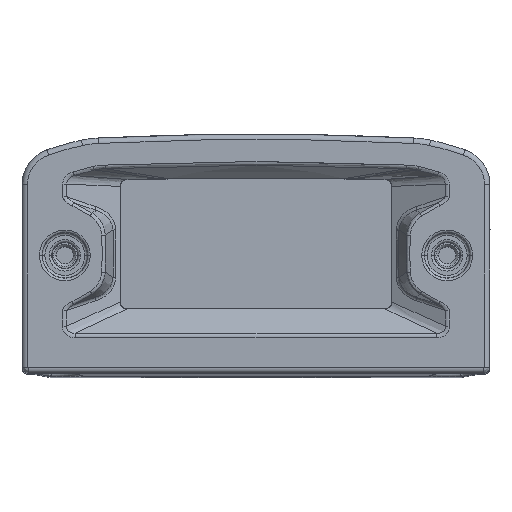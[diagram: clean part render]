
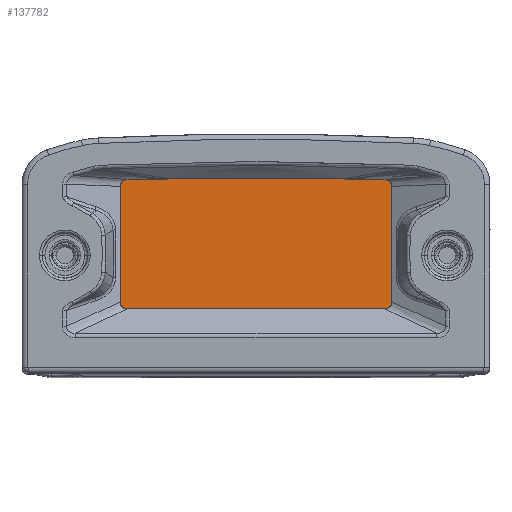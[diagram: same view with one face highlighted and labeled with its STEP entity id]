
A CAD part, top view. The second image highlights one B-rep face of the part: STEP entity #137782.
In plain terms, the highlighted planar face has unit normal (0, 0, 1).
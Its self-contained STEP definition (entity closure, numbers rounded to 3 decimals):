
#30316=DIRECTION('',(-1.,0.,0.));
#30317=VECTOR('',#30316,28.7);
#30318=CARTESIAN_POINT('',(14.35,10.2,18.149));
#30319=LINE('',#30318,#30317);
#30341=DIRECTION('',(0.,1.,0.));
#30342=VECTOR('',#30341,12.8);
#30343=CARTESIAN_POINT('',(18.15,-6.4,18.149));
#30344=LINE('',#30343,#30342);
#30362=DIRECTION('',(1.,0.,0.));
#30363=VECTOR('',#30362,28.7);
#30364=CARTESIAN_POINT('',(-14.35,-10.2,18.149));
#30365=LINE('',#30364,#30363);
#30383=DIRECTION('',(0.,-1.,0.));
#30384=VECTOR('',#30383,12.8);
#30385=CARTESIAN_POINT('',(-18.15,6.4,18.149));
#30386=LINE('',#30385,#30384);
#30387=CARTESIAN_POINT('',(-14.35,6.4,18.149));
#30388=DIRECTION('',(0.,0.,-1.));
#30389=DIRECTION('',(-1.,0.,0.));
#30390=AXIS2_PLACEMENT_3D('',#30387,#30388,#30389);
#30392=CARTESIAN_POINT('',(14.35,6.4,18.149));
#30393=DIRECTION('',(0.,0.,-1.));
#30394=DIRECTION('',(0.,1.,0.));
#30395=AXIS2_PLACEMENT_3D('',#30392,#30393,#30394);
#30397=CARTESIAN_POINT('',(14.35,-6.4,18.149));
#30398=DIRECTION('',(0.,0.,-1.));
#30399=DIRECTION('',(1.,0.,0.));
#30400=AXIS2_PLACEMENT_3D('',#30397,#30398,#30399);
#30402=CARTESIAN_POINT('',(-14.35,-6.4,18.149));
#30403=DIRECTION('',(0.,0.,-1.));
#30404=DIRECTION('',(0.,-1.,0.));
#30405=AXIS2_PLACEMENT_3D('',#30402,#30403,#30404);
#37772=CARTESIAN_POINT('',(-18.15,6.4,18.149));
#37773=CARTESIAN_POINT('',(-14.35,10.2,18.149));
#37774=VERTEX_POINT('',#37772);
#37775=VERTEX_POINT('',#37773);
#37776=CARTESIAN_POINT('',(14.35,10.2,18.149));
#37777=VERTEX_POINT('',#37776);
#37778=CARTESIAN_POINT('',(18.15,6.4,18.149));
#37779=VERTEX_POINT('',#37778);
#37780=CARTESIAN_POINT('',(18.15,-6.4,18.149));
#37781=VERTEX_POINT('',#37780);
#37782=CARTESIAN_POINT('',(14.35,-10.2,18.149));
#37783=VERTEX_POINT('',#37782);
#37784=CARTESIAN_POINT('',(-14.35,-10.2,18.149));
#37785=VERTEX_POINT('',#37784);
#37786=CARTESIAN_POINT('',(-18.15,-6.4,18.149));
#37787=VERTEX_POINT('',#37786);
#137767=CARTESIAN_POINT('',(0.,0.,18.149));
#137768=DIRECTION('',(0.,0.,1.));
#137769=DIRECTION('',(1.,0.,0.));
#137770=AXIS2_PLACEMENT_3D('',#137767,#137768,#137769);
#137771=PLANE('',#137770);
#137772=ORIENTED_EDGE('',*,*,#137607,.T.);
#137773=ORIENTED_EDGE('',*,*,#137629,.F.);
#137774=ORIENTED_EDGE('',*,*,#137650,.T.);
#137775=ORIENTED_EDGE('',*,*,#137671,.F.);
#137776=ORIENTED_EDGE('',*,*,#137692,.T.);
#137777=ORIENTED_EDGE('',*,*,#137713,.F.);
#137778=ORIENTED_EDGE('',*,*,#137734,.T.);
#137779=ORIENTED_EDGE('',*,*,#137754,.F.);
#137780=EDGE_LOOP('',(#137772,#137773,#137774,#137775,#137776,#137777,#137778,
#137779));
#137781=FACE_OUTER_BOUND('',#137780,.F.);
#30391=CIRCLE('',#30390,3.8);
#30396=CIRCLE('',#30395,3.8);
#30401=CIRCLE('',#30400,3.8);
#30406=CIRCLE('',#30405,3.8);
#137607=EDGE_CURVE('',#37774,#37775,#30391,.T.);
#137629=EDGE_CURVE('',#37777,#37775,#30319,.T.);
#137650=EDGE_CURVE('',#37777,#37779,#30396,.T.);
#137671=EDGE_CURVE('',#37781,#37779,#30344,.T.);
#137692=EDGE_CURVE('',#37781,#37783,#30401,.T.);
#137713=EDGE_CURVE('',#37785,#37783,#30365,.T.);
#137734=EDGE_CURVE('',#37785,#37787,#30406,.T.);
#137754=EDGE_CURVE('',#37774,#37787,#30386,.T.);
#137782=ADVANCED_FACE('',(#137781),#137771,.T.);
